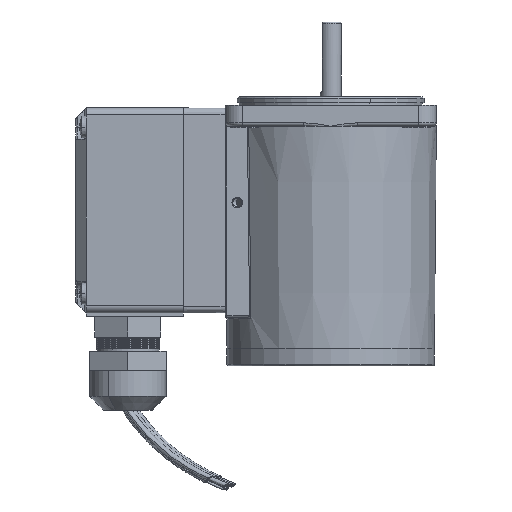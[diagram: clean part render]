
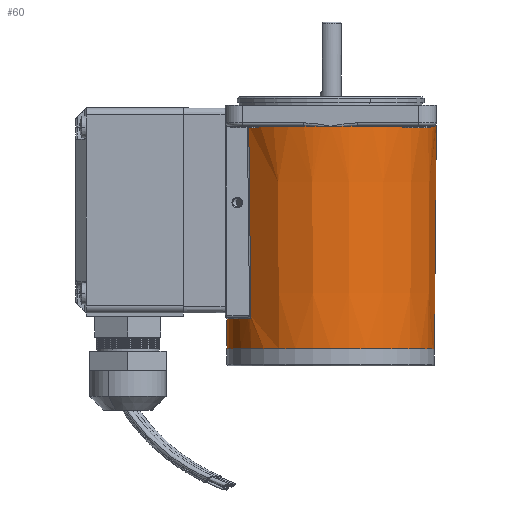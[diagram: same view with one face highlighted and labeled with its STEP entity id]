
A CAD part, left-side view. The second image highlights one B-rep face of the part: STEP entity #60.
In plain terms, the highlighted conical face has half-angle 0.5 degrees and reference radius 29.841 mm.
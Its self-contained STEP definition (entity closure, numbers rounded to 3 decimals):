
#54 = VERTEX_POINT ( 'NONE', #14783 ) ;
#56 = VERTEX_POINT ( 'NONE', #14693 ) ;
#57 = VERTEX_POINT ( 'NONE', #14855 ) ;
#58 = VERTEX_POINT ( 'NONE', #14868 ) ;
#60 = ADVANCED_FACE ( 'NONE', ( #14749 ), #14866, .T. ) ;
#61 = ORIENTED_EDGE ( 'NONE', *, *, #98, .T. ) ;
#62 = EDGE_LOOP ( 'NONE', ( #61, #75, #102, #107, #96, #78, #73, #103, #105, #125, #123, #119 ) ) ;
#69 = VERTEX_POINT ( 'NONE', #14847 ) ;
#73 = ORIENTED_EDGE ( 'NONE', *, *, #90, .F. ) ;
#75 = ORIENTED_EDGE ( 'NONE', *, *, #89, .T. ) ;
#78 = ORIENTED_EDGE ( 'NONE', *, *, #110, .F. ) ;
#86 = EDGE_CURVE ( 'NONE', #106, #54, #14921, .T. ) ;
#88 = VERTEX_POINT ( 'NONE', #14916 ) ;
#89 = EDGE_CURVE ( 'NONE', #101, #99, #14903, .T. ) ;
#90 = EDGE_CURVE ( 'NONE', #88, #57, #14895, .T. ) ;
#92 = EDGE_CURVE ( 'NONE', #54, #93, #14871, .T. ) ;
#93 = VERTEX_POINT ( 'NONE', #14919 ) ;
#94 = EDGE_CURVE ( 'NONE', #93, #99, #14899, .T. ) ;
#96 = ORIENTED_EDGE ( 'NONE', *, *, #86, .F. ) ;
#97 = VERTEX_POINT ( 'NONE', #14923 ) ;
#98 = EDGE_CURVE ( 'NONE', #97, #101, #14968, .T. ) ;
#99 = VERTEX_POINT ( 'NONE', #14963 ) ;
#100 = EDGE_CURVE ( 'NONE', #88, #58, #14946, .T. ) ;
#101 = VERTEX_POINT ( 'NONE', #14951 ) ;
#102 = ORIENTED_EDGE ( 'NONE', *, *, #94, .F. ) ;
#103 = ORIENTED_EDGE ( 'NONE', *, *, #100, .T. ) ;
#105 = ORIENTED_EDGE ( 'NONE', *, *, #108, .F. ) ;
#106 = VERTEX_POINT ( 'NONE', #14988 ) ;
#107 = ORIENTED_EDGE ( 'NONE', *, *, #92, .F. ) ;
#108 = EDGE_CURVE ( 'NONE', #56, #58, #15031, .T. ) ;
#109 = VERTEX_POINT ( 'NONE', #14954 ) ;
#110 = EDGE_CURVE ( 'NONE', #57, #106, #15034, .T. ) ;
#119 = ORIENTED_EDGE ( 'NONE', *, *, #124, .F. ) ;
#123 = ORIENTED_EDGE ( 'NONE', *, *, #126, .T. ) ;
#124 = EDGE_CURVE ( 'NONE', #97, #69, #15092, .T. ) ;
#125 = ORIENTED_EDGE ( 'NONE', *, *, #127, .T. ) ;
#126 = EDGE_CURVE ( 'NONE', #109, #69, #15076, .T. ) ;
#127 = EDGE_CURVE ( 'NONE', #56, #109, #15063, .T. ) ;
#14693 = CARTESIAN_POINT ( 'NONE',  ( 23.746, 18.196, -61.496 ) ) ;
#14749 = FACE_OUTER_BOUND ( 'NONE', #62, .T. ) ;
#14780 = AXIS2_PLACEMENT_3D ( 'NONE', #14853, #14852, #14840 ) ;
#14783 = CARTESIAN_POINT ( 'NONE',  ( -7.733, 29.4, -6. ) ) ;
#14840 = DIRECTION ( 'NONE',  ( 1., 0., 0. ) ) ;
#14847 = CARTESIAN_POINT ( 'NONE',  ( 29.916, 0., -61.495 ) ) ;
#14852 = DIRECTION ( 'NONE',  ( 0., 0., 1. ) ) ;
#14853 = CARTESIAN_POINT ( 'NONE',  ( 0., 0., -70.097 ) ) ;
#14855 = CARTESIAN_POINT ( 'NONE',  ( 7.733, 29.4, -6. ) ) ;
#14866 = CONICAL_SURFACE ( 'NONE', #14780, 29.841, 0.009 ) ;
#14868 = CARTESIAN_POINT ( 'NONE',  ( 22.97, 19.18, -60.496 ) ) ;
#14871 = CIRCLE ( 'NONE', #14876, 30.4 ) ;
#14873 = DIRECTION ( 'NONE',  ( 1., 0., 0. ) ) ;
#14874 = DIRECTION ( 'NONE',  ( 0., 0., 1. ) ) ;
#14875 = AXIS2_PLACEMENT_3D ( 'NONE', #14887, #14874, #14873 ) ;
#14876 = AXIS2_PLACEMENT_3D ( 'NONE', #14878, #14985, #14983 ) ;
#14878 = CARTESIAN_POINT ( 'NONE',  ( 0., 0., -6. ) ) ;
#14880 = DIRECTION ( 'NONE',  ( -0.009, 0., 1. ) ) ;
#14882 = VECTOR ( 'NONE', #14880, 1000. ) ;
#14887 = CARTESIAN_POINT ( 'NONE',  ( 0., 0., -6. ) ) ;
#14891 = DIRECTION ( 'NONE',  ( 1., 0., 0. ) ) ;
#14893 = DIRECTION ( 'NONE',  ( 0., 0., 1. ) ) ;
#14895 = CIRCLE ( 'NONE', #14875, 30.4 ) ;
#14899 = CIRCLE ( 'NONE', #14976, 30.4 ) ;
#14901 = CARTESIAN_POINT ( 'NONE',  ( -29.841, 0., -70.097 ) ) ;
#14903 = LINE ( 'NONE', #14901, #14882 ) ;
#14904 = AXIS2_PLACEMENT_3D ( 'NONE', #14913, #14893, #14891 ) ;
#14913 = CARTESIAN_POINT ( 'NONE',  ( 0., 0., -6. ) ) ;
#14916 = CARTESIAN_POINT ( 'NONE',  ( 23.582, 19.184, -6. ) ) ;
#14919 = CARTESIAN_POINT ( 'NONE',  ( -29.4, 7.733, -6. ) ) ;
#14921 = CIRCLE ( 'NONE', #14904, 30.4 ) ;
#14923 = CARTESIAN_POINT ( 'NONE',  ( 29.841, 0., -70.097 ) ) ;
#14935 = CARTESIAN_POINT ( 'NONE',  ( 23.575, 19.184, -6.667 ) ) ;
#14936 = CARTESIAN_POINT ( 'NONE',  ( 23.578, 19.184, -6.333 ) ) ;
#14937 = CARTESIAN_POINT ( 'NONE',  ( 23.582, 19.184, -6. ) ) ;
#14938 = AXIS2_PLACEMENT_3D ( 'NONE', #14965, #15007, #15005 ) ;
#14946 = B_SPLINE_CURVE_WITH_KNOTS ( 'NONE', 3,
 ( #14937, #14936, #14935, #15051, #15050, #15049, #15048, #15047, #15045, #15044, #15042, #15041, #15040 ),
 .UNSPECIFIED., .F., .F.,
 ( 4, 3, 3, 3, 4 ),
 ( 0., 0.001, 0.005, 0.021, 0.054 ),
 .UNSPECIFIED. ) ;
#14951 = CARTESIAN_POINT ( 'NONE',  ( -29.841, 0., -70.097 ) ) ;
#14954 = CARTESIAN_POINT ( 'NONE',  ( 29.9, 0.96, -61.496 ) ) ;
#14958 = DIRECTION ( 'NONE',  ( 1., 0., 0. ) ) ;
#14960 = DIRECTION ( 'NONE',  ( 0., 0., 1. ) ) ;
#14962 = CARTESIAN_POINT ( 'NONE',  ( 0., 0., -70.097 ) ) ;
#14963 = CARTESIAN_POINT ( 'NONE',  ( -30.4, 0., -6. ) ) ;
#14965 = CARTESIAN_POINT ( 'NONE',  ( 0., 0., -6. ) ) ;
#14968 = CIRCLE ( 'NONE', #14979, 29.841 ) ;
#14971 = DIRECTION ( 'NONE',  ( 1., 0., 0. ) ) ;
#14974 = DIRECTION ( 'NONE',  ( 0., 0., 1. ) ) ;
#14975 = CARTESIAN_POINT ( 'NONE',  ( 0., 0., -6. ) ) ;
#14976 = AXIS2_PLACEMENT_3D ( 'NONE', #14975, #14974, #14971 ) ;
#14979 = AXIS2_PLACEMENT_3D ( 'NONE', #14962, #14960, #14958 ) ;
#14983 = DIRECTION ( 'NONE',  ( 1., 0., 0. ) ) ;
#14985 = DIRECTION ( 'NONE',  ( 0., 0., 1. ) ) ;
#14988 = CARTESIAN_POINT ( 'NONE',  ( 0., 30.4, -6. ) ) ;
#14989 = DIRECTION ( 'NONE',  ( 0.009, 0., 1. ) ) ;
#14990 = CARTESIAN_POINT ( 'NONE',  ( 29.841, 0., -70.097 ) ) ;
#15005 = DIRECTION ( 'NONE',  ( 1., 0., 0. ) ) ;
#15007 = DIRECTION ( 'NONE',  ( 0., 0., 1. ) ) ;
#15011 = CARTESIAN_POINT ( 'NONE',  ( 22.97, 19.18, -60.496 ) ) ;
#15012 = CARTESIAN_POINT ( 'NONE',  ( 22.968, 19.18, -60.645 ) ) ;
#15014 = CARTESIAN_POINT ( 'NONE',  ( 22.995, 19.146, -60.791 ) ) ;
#15016 = CARTESIAN_POINT ( 'NONE',  ( 23.065, 19.058, -60.982 ) ) ;
#15017 = CARTESIAN_POINT ( 'NONE',  ( 23.094, 19.022, -61.042 ) ) ;
#15018 = CARTESIAN_POINT ( 'NONE',  ( 23.158, 18.943, -61.149 ) ) ;
#15020 = CARTESIAN_POINT ( 'NONE',  ( 23.193, 18.9, -61.197 ) ) ;
#15021 = CARTESIAN_POINT ( 'NONE',  ( 23.382, 18.664, -61.412 ) ) ;
#15022 = CARTESIAN_POINT ( 'NONE',  ( 23.565, 18.432, -61.496 ) ) ;
#15023 = CARTESIAN_POINT ( 'NONE',  ( 23.746, 18.196, -61.496 ) ) ;
#15024 = VECTOR ( 'NONE', #14989, 1000. ) ;
#15031 = B_SPLINE_CURVE_WITH_KNOTS ( 'NONE', 3,
 ( #15023, #15022, #15021, #15020, #15018, #15017, #15016, #15014, #15012, #15011 ),
 .UNSPECIFIED., .F., .F.,
 ( 4, 2, 2, 2, 4 ),
 ( 0., 0.001, 0.001, 0.001, 0.002 ),
 .UNSPECIFIED. ) ;
#15034 = CIRCLE ( 'NONE', #14938, 30.4 ) ;
#15040 = CARTESIAN_POINT ( 'NONE',  ( 22.97, 19.18, -60.496 ) ) ;
#15041 = CARTESIAN_POINT ( 'NONE',  ( 23.096, 19.181, -49.33 ) ) ;
#15042 = CARTESIAN_POINT ( 'NONE',  ( 23.222, 19.182, -38.164 ) ) ;
#15044 = CARTESIAN_POINT ( 'NONE',  ( 23.347, 19.183, -26.999 ) ) ;
#15045 = CARTESIAN_POINT ( 'NONE',  ( 23.407, 19.183, -21.666 ) ) ;
#15047 = CARTESIAN_POINT ( 'NONE',  ( 23.467, 19.184, -16.333 ) ) ;
#15048 = CARTESIAN_POINT ( 'NONE',  ( 23.526, 19.184, -11. ) ) ;
#15049 = CARTESIAN_POINT ( 'NONE',  ( 23.541, 19.184, -9.666 ) ) ;
#15050 = CARTESIAN_POINT ( 'NONE',  ( 23.556, 19.184, -8.333 ) ) ;
#15051 = CARTESIAN_POINT ( 'NONE',  ( 23.571, 19.184, -7. ) ) ;
#15058 = DIRECTION ( 'NONE',  ( -1., 0., 0. ) ) ;
#15059 = DIRECTION ( 'NONE',  ( 0., 0., -1. ) ) ;
#15061 = CARTESIAN_POINT ( 'NONE',  ( 0., 0., -61.496 ) ) ;
#15062 = AXIS2_PLACEMENT_3D ( 'NONE', #15061, #15059, #15058 ) ;
#15063 = CIRCLE ( 'NONE', #15062, 29.916 ) ;
#15067 = CARTESIAN_POINT ( 'NONE',  ( 29.916, 0., -61.495 ) ) ;
#15068 = CARTESIAN_POINT ( 'NONE',  ( 29.916, 0.32, -61.495 ) ) ;
#15069 = CARTESIAN_POINT ( 'NONE',  ( 29.911, 0.64, -61.496 ) ) ;
#15070 = CARTESIAN_POINT ( 'NONE',  ( 29.9, 0.96, -61.496 ) ) ;
#15076 = B_SPLINE_CURVE_WITH_KNOTS ( 'NONE', 3,
 ( #15070, #15069, #15068, #15067 ),
 .UNSPECIFIED., .F., .F.,
 ( 4, 4 ),
 ( 0., 0.001 ),
 .UNSPECIFIED. ) ;
#15092 = LINE ( 'NONE', #14990, #15024 ) ;
